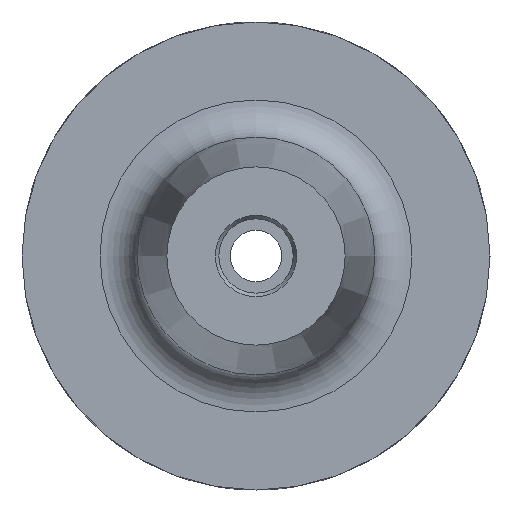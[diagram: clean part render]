
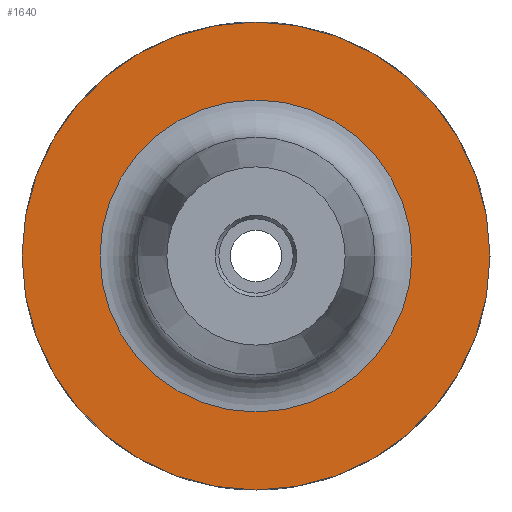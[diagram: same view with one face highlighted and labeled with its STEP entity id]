
A CAD part, left-side view. The second image highlights one B-rep face of the part: STEP entity #1640.
In plain terms, the highlighted planar face has unit normal (-1, 0, 0).
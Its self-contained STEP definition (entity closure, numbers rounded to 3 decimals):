
#141=FACE_BOUND('',#370,.T.);
#179=PLANE('',#1847);
#269=FACE_OUTER_BOUND('',#369,.T.);
#369=EDGE_LOOP('',(#1462,#1463));
#370=EDGE_LOOP('',(#1464,#1465));
#605=CIRCLE('',#1845,21.);
#606=CIRCLE('',#1846,21.);
#607=CIRCLE('',#1848,31.5);
#608=CIRCLE('',#1849,31.5);
#777=VERTEX_POINT('',#4043);
#778=VERTEX_POINT('',#4045);
#779=VERTEX_POINT('',#4049);
#780=VERTEX_POINT('',#4050);
#1025=EDGE_CURVE('',#778,#777,#605,.T.);
#1026=EDGE_CURVE('',#777,#778,#606,.T.);
#1027=EDGE_CURVE('',#779,#780,#607,.T.);
#1028=EDGE_CURVE('',#780,#779,#608,.T.);
#1462=ORIENTED_EDGE('',*,*,#1027,.F.);
#1463=ORIENTED_EDGE('',*,*,#1028,.F.);
#1464=ORIENTED_EDGE('',*,*,#1025,.T.);
#1465=ORIENTED_EDGE('',*,*,#1026,.T.);
#1640=ADVANCED_FACE('',(#269,#141),#179,.T.);
#1845=AXIS2_PLACEMENT_3D('',#4046,#2281,#2282);
#1846=AXIS2_PLACEMENT_3D('',#4047,#2283,#2284);
#1847=AXIS2_PLACEMENT_3D('',#4048,#2285,#2286);
#1848=AXIS2_PLACEMENT_3D('',#4051,#2287,#2288);
#1849=AXIS2_PLACEMENT_3D('',#4052,#2289,#2290);
#2281=DIRECTION('center_axis',(1.,0.,0.));
#2282=DIRECTION('ref_axis',(0.,1.,0.));
#2283=DIRECTION('center_axis',(1.,0.,0.));
#2284=DIRECTION('ref_axis',(0.,1.,0.));
#2285=DIRECTION('center_axis',(-1.,0.,0.));
#2286=DIRECTION('ref_axis',(0.,0.,1.));
#2287=DIRECTION('center_axis',(1.,0.,0.));
#2288=DIRECTION('ref_axis',(0.,1.,0.));
#2289=DIRECTION('center_axis',(1.,0.,0.));
#2290=DIRECTION('ref_axis',(0.,1.,0.));
#4043=CARTESIAN_POINT('',(-22.,0.,21.));
#4045=CARTESIAN_POINT('',(-22.,21.,0.));
#4046=CARTESIAN_POINT('Origin',(-22.,0.,0.));
#4047=CARTESIAN_POINT('Origin',(-22.,0.,0.));
#4048=CARTESIAN_POINT('Origin',(-22.,26.25,0.));
#4049=CARTESIAN_POINT('',(-22.,31.5,0.));
#4050=CARTESIAN_POINT('',(-22.,-31.5,0.));
#4051=CARTESIAN_POINT('Origin',(-22.,0.,0.));
#4052=CARTESIAN_POINT('Origin',(-22.,0.,0.));
